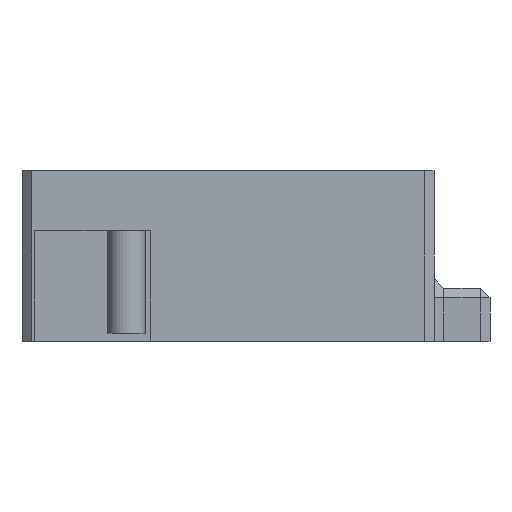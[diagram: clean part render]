
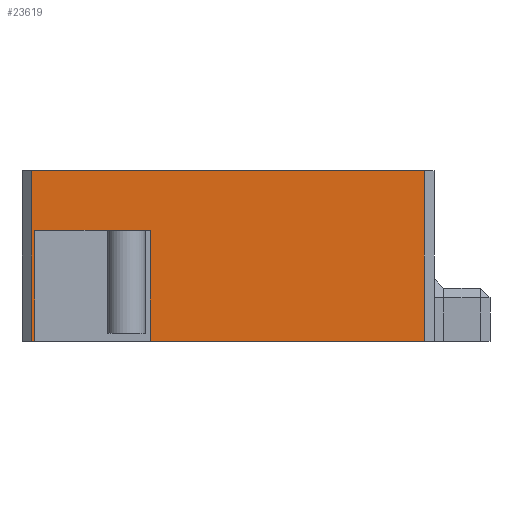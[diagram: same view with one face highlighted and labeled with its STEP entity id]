
A CAD part, left-side view. The second image highlights one B-rep face of the part: STEP entity #23619.
In plain terms, the highlighted planar face has unit normal (-1, 0, 0).
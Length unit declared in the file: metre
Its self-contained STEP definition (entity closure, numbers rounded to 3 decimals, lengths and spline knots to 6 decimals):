
#2912=ORIENTED_EDGE('',*,*,#9545,.F.);
#2913=ORIENTED_EDGE('',*,*,#10010,.T.);
#2914=ORIENTED_EDGE('',*,*,#10011,.T.);
#2915=ORIENTED_EDGE('',*,*,#9988,.F.);
#2916=ORIENTED_EDGE('',*,*,#10012,.T.);
#2917=ORIENTED_EDGE('',*,*,#10013,.T.);
#2918=ORIENTED_EDGE('',*,*,#10014,.T.);
#2919=ORIENTED_EDGE('',*,*,#10015,.T.);
#9545=EDGE_CURVE('',#13096,#13097,#15307,.T.);
#9988=EDGE_CURVE('',#13537,#13538,#15522,.T.);
#10010=EDGE_CURVE('',#13096,#13555,#15533,.T.);
#10011=EDGE_CURVE('',#13555,#13538,#15534,.T.);
#10012=EDGE_CURVE('',#13537,#13556,#15535,.T.);
#10013=EDGE_CURVE('',#13556,#13557,#15536,.T.);
#10014=EDGE_CURVE('',#13557,#13558,#15537,.T.);
#10015=EDGE_CURVE('',#13558,#13097,#15538,.T.);
#13096=VERTEX_POINT('',#31788);
#13097=VERTEX_POINT('',#31790);
#13537=VERTEX_POINT('',#32990);
#13538=VERTEX_POINT('',#32992);
#13555=VERTEX_POINT('',#33034);
#13556=VERTEX_POINT('',#33037);
#13557=VERTEX_POINT('',#33039);
#13558=VERTEX_POINT('',#33041);
#15307=LINE('',#31789,#17602);
#15522=LINE('',#32991,#17817);
#15533=LINE('',#33033,#17828);
#15534=LINE('',#33035,#17829);
#15535=LINE('',#33036,#17830);
#15536=LINE('',#33038,#17831);
#15537=LINE('',#33040,#17832);
#15538=LINE('',#33042,#17833);
#17602=VECTOR('',#26299,1.);
#17817=VECTOR('',#26658,1.);
#17828=VECTOR('',#26697,1.);
#17829=VECTOR('',#26698,1.);
#17830=VECTOR('',#26699,1.);
#17831=VECTOR('',#26700,1.);
#17832=VECTOR('',#26701,1.);
#17833=VECTOR('',#26702,1.);
#19730=EDGE_LOOP('',(#2912,#2913,#2914,#2915,#2916,#2917,#2918,#2919));
#21400=FACE_BOUND('',#19730,.T.);
#22921=PLANE('',#25035);
#23619=ADVANCED_FACE('',(#21400),#22921,.F.);
#25035=AXIS2_PLACEMENT_3D('',#33032,#26695,#26696);
#26299=DIRECTION('',(0.,-1.,0.));
#26658=DIRECTION('',(0.,0.,-1.));
#26695=DIRECTION('',(1.,0.,0.));
#26696=DIRECTION('',(0.,1.,0.));
#26697=DIRECTION('',(0.,0.,-1.));
#26698=DIRECTION('',(0.,-1.,0.));
#26699=DIRECTION('',(0.,-1.,0.));
#26700=DIRECTION('',(0.,0.,-1.));
#26701=DIRECTION('',(0.,-1.,0.));
#26702=DIRECTION('',(0.,0.,1.));
#31788=CARTESIAN_POINT('',(0.063275,-0.06658,0.0342));
#31789=CARTESIAN_POINT('',(0.063275,-0.10595,0.0342));
#31790=CARTESIAN_POINT('',(0.063275,-0.14532,0.0342));
#32990=CARTESIAN_POINT('',(0.063275,-0.067215,0.022225));
#32991=CARTESIAN_POINT('',(0.063275,-0.067215,0.011113));
#32992=CARTESIAN_POINT('',(0.063275,-0.067215,0.));
#33032=CARTESIAN_POINT('',(0.063275,-0.10595,0.395967));
#33033=CARTESIAN_POINT('',(0.063275,-0.06658,0.395967));
#33034=CARTESIAN_POINT('',(0.063275,-0.06658,0.));
#33035=CARTESIAN_POINT('',(0.063275,-0.10595,0.));
#33036=CARTESIAN_POINT('',(0.063275,-0.078812,0.022225));
#33037=CARTESIAN_POINT('',(0.063275,-0.090409,0.022225));
#33038=CARTESIAN_POINT('',(0.063275,-0.090409,0.011113));
#33039=CARTESIAN_POINT('',(0.063275,-0.090409,0.));
#33040=CARTESIAN_POINT('',(0.063275,-0.10595,0.));
#33041=CARTESIAN_POINT('',(0.063275,-0.14532,0.));
#33042=CARTESIAN_POINT('',(0.063275,-0.14532,0.395967));
